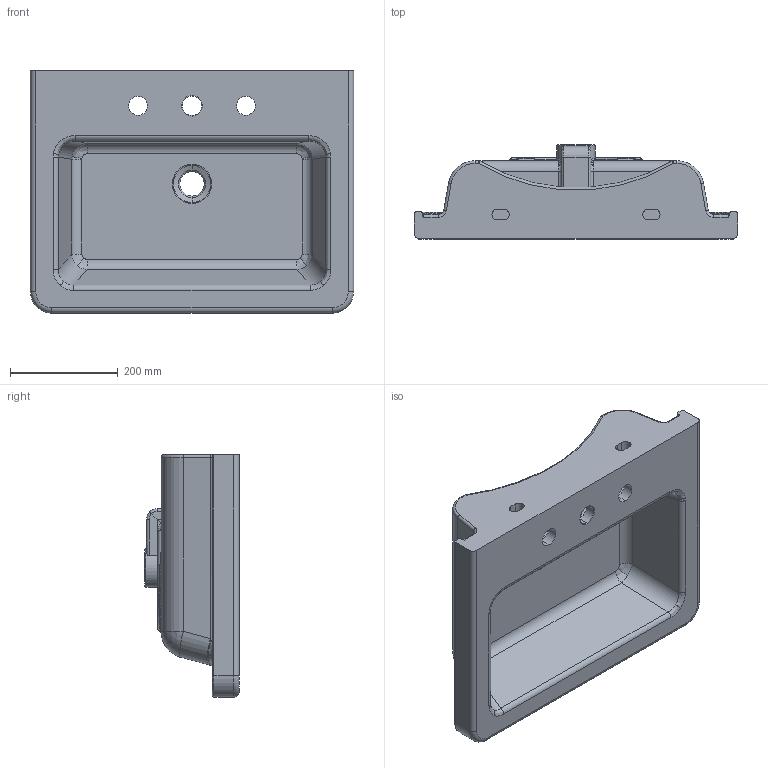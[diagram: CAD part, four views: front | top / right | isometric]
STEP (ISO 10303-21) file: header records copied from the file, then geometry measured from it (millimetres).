
FILE_DESCRIPTION (( 'STEP AP214' ), '1' );
FILE_NAME ('IND060B.3TH_STEP_V10424.STEP', '2024-04-08T14:32:07', ( '' ), ( '' ), 'SwSTEP 2.0', 'SolidWorks 2019', '' );
FILE_SCHEMA (( 'AUTOMOTIVE_DESIGN' ));
Length unit declared in the file: millimetre
Products named in the file (1): IND060B.3TH_STEP_V10424
Bounding box: 600 x 175 x 450 mm (x, y, z)
Volume: 11605850.8 mm3; surface area: 1009689.6 mm2
Topology: 1 solids, 1 shells, 293 faces, 725 edges, 418 vertices
Faces by surface type: cylinder 131, plane 56, torus 53, bspline 37, sphere 14, cone 2
Entity records: 10800 total; most frequent: CARTESIAN_POINT 4185, ORIENTED_EDGE 1412, DIRECTION 1398, EDGE_CURVE 706, AXIS2_PLACEMENT_3D 561, VERTEX_POINT 418, EDGE_LOOP 310, CIRCLE 304
